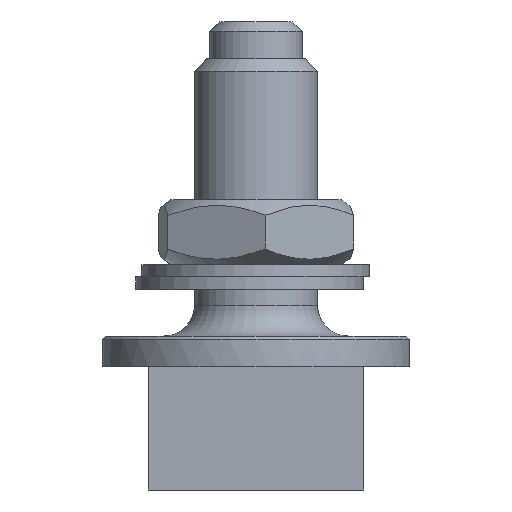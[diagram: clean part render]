
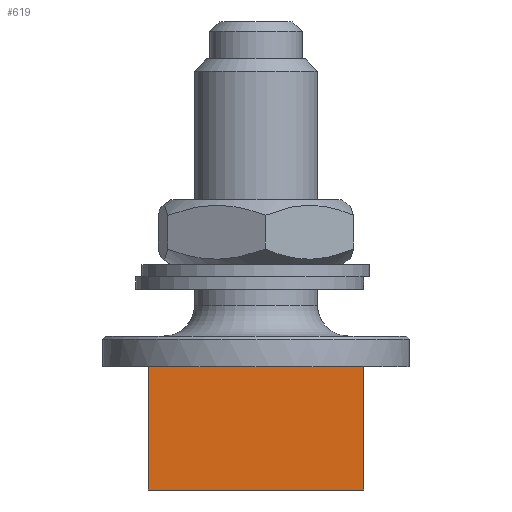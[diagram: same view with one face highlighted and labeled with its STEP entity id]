
A CAD part, left-side view. The second image highlights one B-rep face of the part: STEP entity #619.
In plain terms, the highlighted planar face has unit normal (-1, 0, 0).
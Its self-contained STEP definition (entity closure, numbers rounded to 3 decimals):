
#115=FACE_OUTER_BOUND('',#157,.T.);
#157=EDGE_LOOP('',(#429,#430,#431,#432));
#207=LINE('',#1039,#245);
#213=LINE('',#1051,#251);
#214=LINE('',#1053,#252);
#215=LINE('',#1054,#253);
#245=VECTOR('',#837,10.);
#251=VECTOR('',#845,10.);
#252=VECTOR('',#848,10.);
#253=VECTOR('',#849,10.);
#282=VERTEX_POINT('',#1035);
#284=VERTEX_POINT('',#1038);
#287=VERTEX_POINT('',#1045);
#289=VERTEX_POINT('',#1049);
#337=EDGE_CURVE('',#284,#282,#207,.T.);
#343=EDGE_CURVE('',#287,#289,#213,.T.);
#344=EDGE_CURVE('',#287,#282,#214,.T.);
#345=EDGE_CURVE('',#289,#284,#215,.T.);
#429=ORIENTED_EDGE('',*,*,#344,.F.);
#430=ORIENTED_EDGE('',*,*,#343,.T.);
#431=ORIENTED_EDGE('',*,*,#345,.T.);
#432=ORIENTED_EDGE('',*,*,#337,.T.);
#593=PLANE('',#752);
#619=ADVANCED_FACE('',(#115),#593,.T.);
#752=AXIS2_PLACEMENT_3D('',#1052,#846,#847);
#837=DIRECTION('',(0.,0.,-1.));
#845=DIRECTION('',(0.,0.,1.));
#846=DIRECTION('center_axis',(-1.,0.,0.));
#847=DIRECTION('ref_axis',(0.,-1.,0.));
#848=DIRECTION('',(0.,1.,0.));
#849=DIRECTION('',(0.,1.,0.));
#1035=CARTESIAN_POINT('',(-3.571,3.5,0.));
#1038=CARTESIAN_POINT('',(-3.571,3.5,4.));
#1039=CARTESIAN_POINT('',(-3.571,3.5,0.));
#1045=CARTESIAN_POINT('',(-3.571,-3.5,0.));
#1049=CARTESIAN_POINT('',(-3.571,-3.5,4.));
#1051=CARTESIAN_POINT('',(-3.571,-3.5,0.));
#1052=CARTESIAN_POINT('Origin',(-3.571,3.5,0.));
#1053=CARTESIAN_POINT('',(-3.571,1.75,0.));
#1054=CARTESIAN_POINT('',(-3.571,1.75,4.));
